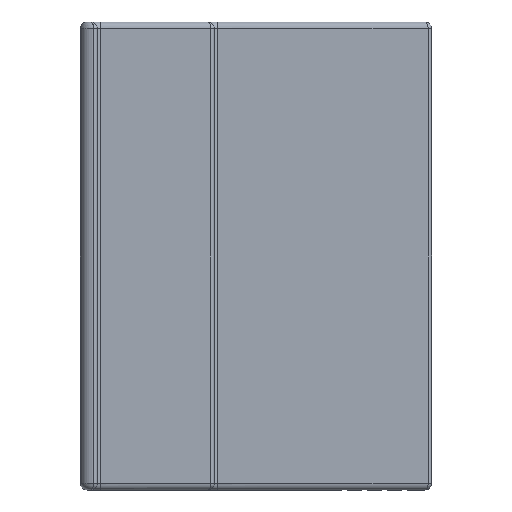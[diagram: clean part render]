
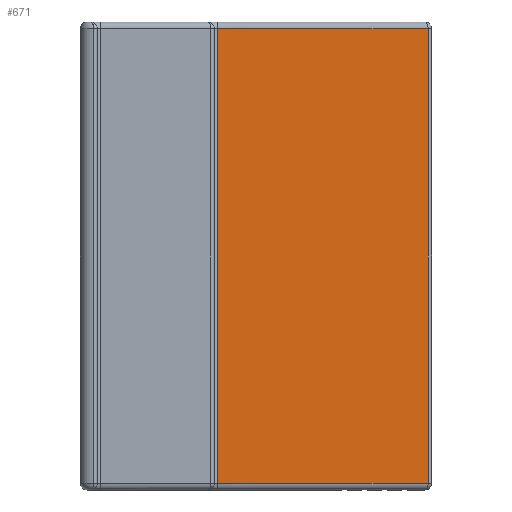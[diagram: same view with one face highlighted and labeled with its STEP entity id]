
A CAD part, left-side view. The second image highlights one B-rep face of the part: STEP entity #671.
In plain terms, the highlighted planar face has unit normal (-1, 0, 0).
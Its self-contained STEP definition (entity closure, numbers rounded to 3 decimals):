
#273 = ORIENTED_EDGE ( 'NONE', *, *, #293, .T. ) ;
#274 = ORIENTED_EDGE ( 'NONE', *, *, #275, .T. ) ;
#275 = EDGE_CURVE ( 'NONE', #301, #280, #1398, .T. ) ;
#277 = ORIENTED_EDGE ( 'NONE', *, *, #279, .T. ) ;
#279 = EDGE_CURVE ( 'NONE', #289, #302, #1390, .T. ) ;
#280 = VERTEX_POINT ( 'NONE', #1388 ) ;
#289 = VERTEX_POINT ( 'NONE', #1443 ) ;
#293 = EDGE_CURVE ( 'NONE', #302, #301, #1394, .T. ) ;
#301 = VERTEX_POINT ( 'NONE', #1426 ) ;
#302 = VERTEX_POINT ( 'NONE', #1463 ) ;
#646 = ORIENTED_EDGE ( 'NONE', *, *, #698, .F. ) ;
#668 = EDGE_LOOP ( 'NONE', ( #646, #277, #273, #274 ) ) ;
#671 = ADVANCED_FACE ( 'NONE', ( #2146 ), #2138, .F. ) ;
#698 = EDGE_CURVE ( 'NONE', #289, #280, #2208, .T. ) ;
#1361 = DIRECTION ( 'NONE',  ( 0., -1., 0. ) ) ;
#1362 = CARTESIAN_POINT ( 'NONE',  ( 495.108, 3005.374, 1. ) ) ;
#1386 = CARTESIAN_POINT ( 'NONE',  ( 495.108, 3036.874, 69. ) ) ;
#1388 = CARTESIAN_POINT ( 'NONE',  ( 495.108, 3005.374, 1. ) ) ;
#1389 = VECTOR ( 'NONE', #1444, 1000. ) ;
#1390 = LINE ( 'NONE', #1386, #1389 ) ;
#1393 = CARTESIAN_POINT ( 'NONE',  ( 495.108, 3036.874, 70. ) ) ;
#1394 = LINE ( 'NONE', #1393, #1429 ) ;
#1396 = VECTOR ( 'NONE', #1361, 1000. ) ;
#1398 = LINE ( 'NONE', #1362, #1396 ) ;
#1426 = CARTESIAN_POINT ( 'NONE',  ( 495.108, 3036.874, 1. ) ) ;
#1428 = DIRECTION ( 'NONE',  ( 0., 0., -1. ) ) ;
#1429 = VECTOR ( 'NONE', #1428, 1000. ) ;
#1443 = CARTESIAN_POINT ( 'NONE',  ( 495.108, 3005.374, 69. ) ) ;
#1444 = DIRECTION ( 'NONE',  ( 0., 1., 0. ) ) ;
#1463 = CARTESIAN_POINT ( 'NONE',  ( 495.108, 3036.874, 69. ) ) ;
#2123 = DIRECTION ( 'NONE',  ( 0., 1., 0. ) ) ;
#2127 = CARTESIAN_POINT ( 'NONE',  ( 495.108, 3005.374, 70. ) ) ;
#2130 = AXIS2_PLACEMENT_3D ( 'NONE', #2127, #2145, #2123 ) ;
#2138 = PLANE ( 'NONE',  #2130 ) ;
#2145 = DIRECTION ( 'NONE',  ( 1., 0., 0. ) ) ;
#2146 = FACE_OUTER_BOUND ( 'NONE', #668, .T. ) ;
#2198 = DIRECTION ( 'NONE',  ( 0., 0., -1. ) ) ;
#2199 = VECTOR ( 'NONE', #2198, 1000. ) ;
#2200 = CARTESIAN_POINT ( 'NONE',  ( 495.108, 3005.374, 70. ) ) ;
#2208 = LINE ( 'NONE', #2200, #2199 ) ;
